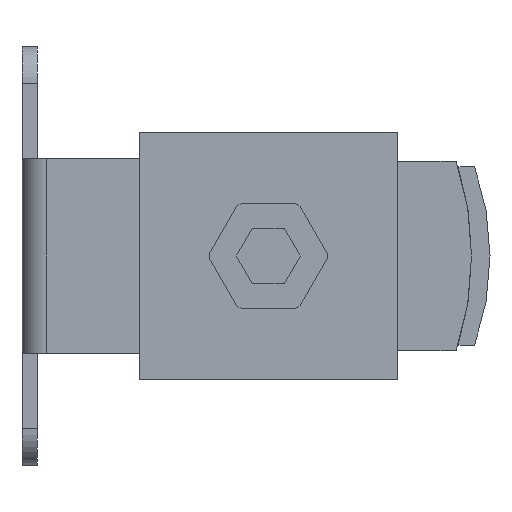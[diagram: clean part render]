
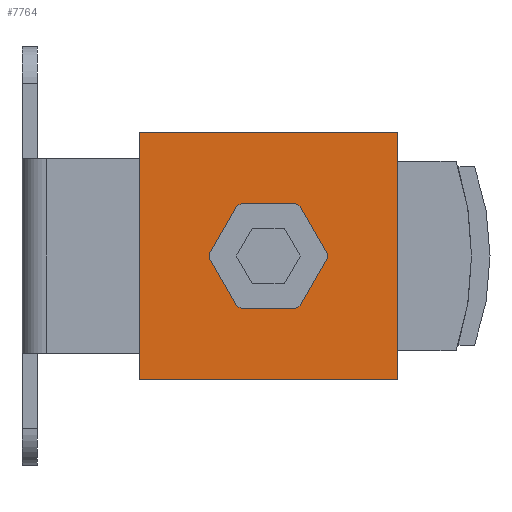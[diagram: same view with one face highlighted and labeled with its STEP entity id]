
A CAD part, front view. The second image highlights one B-rep face of the part: STEP entity #7764.
In plain terms, the highlighted planar face has unit normal (0, -1, 0).
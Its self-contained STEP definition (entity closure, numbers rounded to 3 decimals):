
#125=PLANE('',#8161);
#344=LINE('',#10279,#1001);
#450=LINE('',#10501,#1107);
#465=LINE('',#10539,#1122);
#509=LINE('',#10658,#1166);
#622=LINE('',#10950,#1279);
#623=LINE('',#10953,#1280);
#624=LINE('',#10955,#1281);
#625=LINE('',#10957,#1282);
#626=LINE('',#10959,#1283);
#627=LINE('',#10961,#1284);
#628=LINE('',#10963,#1285);
#629=LINE('',#10965,#1286);
#630=LINE('',#10967,#1287);
#631=LINE('',#10969,#1288);
#632=LINE('',#10971,#1289);
#633=LINE('',#10973,#1290);
#1001=VECTOR('',#8585,1000.);
#1107=VECTOR('',#8757,1000.);
#1122=VECTOR('',#8786,1000.);
#1166=VECTOR('',#8878,1000.);
#1279=VECTOR('',#9099,1000.);
#1280=VECTOR('',#9100,1000.);
#1281=VECTOR('',#9101,1000.);
#1282=VECTOR('',#9102,1000.);
#1283=VECTOR('',#9103,1000.);
#1284=VECTOR('',#9104,1000.);
#1285=VECTOR('',#9105,1000.);
#1286=VECTOR('',#9106,1000.);
#1287=VECTOR('',#9107,1000.);
#1288=VECTOR('',#9108,1000.);
#1289=VECTOR('',#9109,1000.);
#1290=VECTOR('',#9110,1000.);
#2177=ORIENTED_EDGE('',*,*,#3421,.F.);
#2178=ORIENTED_EDGE('',*,*,#3535,.F.);
#2179=ORIENTED_EDGE('',*,*,#3614,.F.);
#2180=ORIENTED_EDGE('',*,*,#3555,.F.);
#2181=ORIENTED_EDGE('',*,*,#3761,.F.);
#2182=ORIENTED_EDGE('',*,*,#3762,.F.);
#2183=ORIENTED_EDGE('',*,*,#3763,.F.);
#2184=ORIENTED_EDGE('',*,*,#3764,.F.);
#2185=ORIENTED_EDGE('',*,*,#3765,.F.);
#2186=ORIENTED_EDGE('',*,*,#3766,.F.);
#2187=ORIENTED_EDGE('',*,*,#3767,.F.);
#2188=ORIENTED_EDGE('',*,*,#3768,.F.);
#2189=ORIENTED_EDGE('',*,*,#3769,.F.);
#2190=ORIENTED_EDGE('',*,*,#3770,.F.);
#2191=ORIENTED_EDGE('',*,*,#3771,.F.);
#2192=ORIENTED_EDGE('',*,*,#3772,.F.);
#3421=EDGE_CURVE('',#4274,#4275,#344,.T.);
#3535=EDGE_CURVE('',#4357,#4274,#450,.T.);
#3555=EDGE_CURVE('',#4275,#4374,#465,.T.);
#3614=EDGE_CURVE('',#4374,#4357,#509,.T.);
#3761=EDGE_CURVE('',#4550,#4551,#622,.T.);
#3762=EDGE_CURVE('',#4552,#4550,#623,.T.);
#3763=EDGE_CURVE('',#4553,#4552,#624,.T.);
#3764=EDGE_CURVE('',#4554,#4553,#625,.T.);
#3765=EDGE_CURVE('',#4555,#4554,#626,.T.);
#3766=EDGE_CURVE('',#4556,#4555,#627,.T.);
#3767=EDGE_CURVE('',#4557,#4556,#628,.T.);
#3768=EDGE_CURVE('',#4558,#4557,#629,.T.);
#3769=EDGE_CURVE('',#4559,#4558,#630,.T.);
#3770=EDGE_CURVE('',#4560,#4559,#631,.T.);
#3771=EDGE_CURVE('',#4561,#4560,#632,.T.);
#3772=EDGE_CURVE('',#4551,#4561,#633,.T.);
#4274=VERTEX_POINT('',#10278);
#4275=VERTEX_POINT('',#10280);
#4357=VERTEX_POINT('',#10500);
#4374=VERTEX_POINT('',#10540);
#4550=VERTEX_POINT('',#10951);
#4551=VERTEX_POINT('',#10952);
#4552=VERTEX_POINT('',#10954);
#4553=VERTEX_POINT('',#10956);
#4554=VERTEX_POINT('',#10958);
#4555=VERTEX_POINT('',#10960);
#4556=VERTEX_POINT('',#10962);
#4557=VERTEX_POINT('',#10964);
#4558=VERTEX_POINT('',#10966);
#4559=VERTEX_POINT('',#10968);
#4560=VERTEX_POINT('',#10970);
#4561=VERTEX_POINT('',#10972);
#5026=EDGE_LOOP('',(#2177,#2178,#2179,#2180));
#5027=EDGE_LOOP('',(#2181,#2182,#2183,#2184,#2185,#2186,#2187,#2188,#2189,
#2190,#2191,#2192));
#5390=FACE_BOUND('',#5026,.T.);
#5391=FACE_BOUND('',#5027,.T.);
#7764=ADVANCED_FACE('',(#5390,#5391),#125,.F.);
#8161=AXIS2_PLACEMENT_3D('',#10949,#9097,#9098);
#8585=DIRECTION('',(0.,0.,1.));
#8757=DIRECTION('',(-1.,0.,0.));
#8786=DIRECTION('',(1.,0.,0.));
#8878=DIRECTION('',(0.,0.,-1.));
#9097=DIRECTION('',(0.,1.,0.));
#9098=DIRECTION('',(0.,0.,1.));
#9099=DIRECTION('',(0.,0.,-1.));
#9100=DIRECTION('',(-0.5,0.,-0.866));
#9101=DIRECTION('',(-0.866,0.,-0.5));
#9102=DIRECTION('',(-1.,0.,0.));
#9103=DIRECTION('',(-0.866,0.,0.5));
#9104=DIRECTION('',(-0.5,0.,0.866));
#9105=DIRECTION('',(0.,0.,1.));
#9106=DIRECTION('',(0.5,0.,0.866));
#9107=DIRECTION('',(0.866,0.,0.5));
#9108=DIRECTION('',(1.,0.,0.));
#9109=DIRECTION('',(0.866,0.,-0.5));
#9110=DIRECTION('',(0.5,0.,-0.866));
#10278=CARTESIAN_POINT('',(-21.,-31.5,-20.1));
#10279=CARTESIAN_POINT('',(-21.,-31.5,-20.1));
#10280=CARTESIAN_POINT('',(-21.,-31.5,20.1));
#10500=CARTESIAN_POINT('',(21.,-31.5,-20.1));
#10501=CARTESIAN_POINT('',(21.,-31.5,-20.1));
#10539=CARTESIAN_POINT('',(-21.,-31.5,20.1));
#10540=CARTESIAN_POINT('',(21.,-31.5,20.1));
#10658=CARTESIAN_POINT('',(21.,-31.5,20.1));
#10949=CARTESIAN_POINT('',(0.,-31.5,0.));
#10950=CARTESIAN_POINT('',(-9.565,-31.5,0.));
#10951=CARTESIAN_POINT('',(-9.565,-31.5,0.433));
#10952=CARTESIAN_POINT('',(-9.565,-31.5,-0.433));
#10953=CARTESIAN_POINT('',(-7.361,-31.5,4.25));
#10954=CARTESIAN_POINT('',(-5.157,-31.5,8.067));
#10955=CARTESIAN_POINT('',(-4.782,-31.5,8.283));
#10956=CARTESIAN_POINT('',(-4.407,-31.5,8.5));
#10957=CARTESIAN_POINT('',(0.,-31.5,8.5));
#10958=CARTESIAN_POINT('',(4.407,-31.5,8.5));
#10959=CARTESIAN_POINT('',(4.782,-31.5,8.283));
#10960=CARTESIAN_POINT('',(5.157,-31.5,8.067));
#10961=CARTESIAN_POINT('',(7.361,-31.5,4.25));
#10962=CARTESIAN_POINT('',(9.565,-31.5,0.433));
#10963=CARTESIAN_POINT('',(9.565,-31.5,0.));
#10964=CARTESIAN_POINT('',(9.565,-31.5,-0.433));
#10965=CARTESIAN_POINT('',(7.361,-31.5,-4.25));
#10966=CARTESIAN_POINT('',(5.157,-31.5,-8.067));
#10967=CARTESIAN_POINT('',(4.782,-31.5,-8.283));
#10968=CARTESIAN_POINT('',(4.407,-31.5,-8.5));
#10969=CARTESIAN_POINT('',(0.,-31.5,-8.5));
#10970=CARTESIAN_POINT('',(-4.407,-31.5,-8.5));
#10971=CARTESIAN_POINT('',(-4.782,-31.5,-8.283));
#10972=CARTESIAN_POINT('',(-5.157,-31.5,-8.067));
#10973=CARTESIAN_POINT('',(-7.361,-31.5,-4.25));
